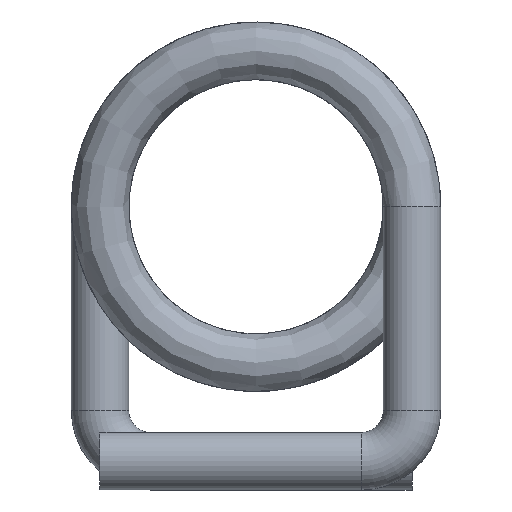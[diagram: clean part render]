
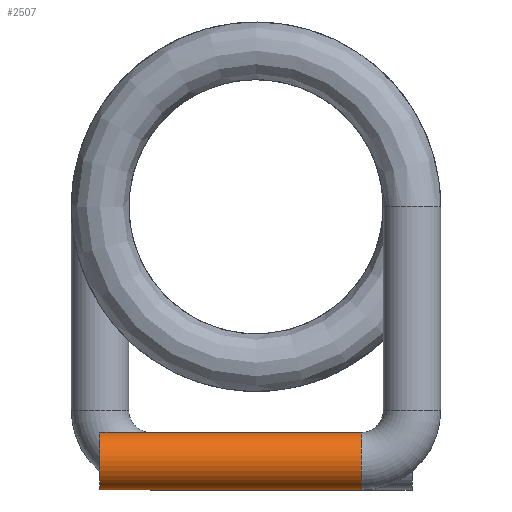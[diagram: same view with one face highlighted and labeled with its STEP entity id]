
A CAD part, front view. The second image highlights one B-rep face of the part: STEP entity #2507.
In plain terms, the highlighted cylindrical face has radius 1.13 mm (diameter 2.26 mm), a partial arc.
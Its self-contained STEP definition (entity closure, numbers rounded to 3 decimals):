
#4 = CARTESIAN_POINT ( 'NONE',  ( 4.13, 0., -8.87 ) ) ;
#42 = VECTOR ( 'NONE', #87, 1000. ) ;
#68 = FACE_OUTER_BOUND ( 'NONE', #1347, .T. ) ;
#87 = DIRECTION ( 'NONE',  ( -1., 0., 0. ) ) ;
#129 = VERTEX_POINT ( 'NONE', #154 ) ;
#154 = CARTESIAN_POINT ( 'NONE',  ( -6.13, 0., -8.87 ) ) ;
#247 = VECTOR ( 'NONE', #408, 1000. ) ;
#295 = CARTESIAN_POINT ( 'NONE',  ( -6.13, 0., -10. ) ) ;
#301 = EDGE_CURVE ( 'NONE', #1164, #1113, #1772, .T. ) ;
#338 = ORIENTED_EDGE ( 'NONE', *, *, #563, .F. ) ;
#408 = DIRECTION ( 'NONE',  ( -1., 0., 0. ) ) ;
#453 = LINE ( 'NONE', #862, #42 ) ;
#531 = CIRCLE ( 'NONE', #1978, 1.13 ) ;
#563 = EDGE_CURVE ( 'NONE', #1113, #1513, #453, .T. ) ;
#670 = DIRECTION ( 'NONE',  ( 1., 0., 0. ) ) ;
#708 = CARTESIAN_POINT ( 'NONE',  ( 4.13, 0., -11.13 ) ) ;
#791 = ORIENTED_EDGE ( 'NONE', *, *, #301, .F. ) ;
#821 = CYLINDRICAL_SURFACE ( 'NONE', #1486, 1.13 ) ;
#831 = DIRECTION ( 'NONE',  ( 0., 0., -1. ) ) ;
#862 = CARTESIAN_POINT ( 'NONE',  ( 4.13, 0., -11.13 ) ) ;
#863 = CARTESIAN_POINT ( 'NONE',  ( 4.13, 0., -10. ) ) ;
#866 = EDGE_CURVE ( 'NONE', #129, #1513, #531, .T. ) ;
#902 = CARTESIAN_POINT ( 'NONE',  ( 4.13, 0., -8.87 ) ) ;
#983 = ORIENTED_EDGE ( 'NONE', *, *, #866, .T. ) ;
#1039 = CARTESIAN_POINT ( 'NONE',  ( 4.13, 0., -10. ) ) ;
#1043 = CARTESIAN_POINT ( 'NONE',  ( -6.13, 0., -11.13 ) ) ;
#1113 = VERTEX_POINT ( 'NONE', #708 ) ;
#1164 = VERTEX_POINT ( 'NONE', #902 ) ;
#1232 = DIRECTION ( 'NONE',  ( -1., 0., 0. ) ) ;
#1347 = EDGE_LOOP ( 'NONE', ( #338, #791, #2495, #983 ) ) ;
#1446 = DIRECTION ( 'NONE',  ( 1., 0., 0. ) ) ;
#1484 = DIRECTION ( 'NONE',  ( 0., 0., -1. ) ) ;
#1486 = AXIS2_PLACEMENT_3D ( 'NONE', #1039, #1232, #2006 ) ;
#1513 = VERTEX_POINT ( 'NONE', #1043 ) ;
#1772 = CIRCLE ( 'NONE', #2470, 1.13 ) ;
#1978 = AXIS2_PLACEMENT_3D ( 'NONE', #295, #1446, #1484 ) ;
#2006 = DIRECTION ( 'NONE',  ( 0., 0., 1. ) ) ;
#2043 = EDGE_CURVE ( 'NONE', #1164, #129, #2328, .T. ) ;
#2328 = LINE ( 'NONE', #4, #247 ) ;
#2470 = AXIS2_PLACEMENT_3D ( 'NONE', #863, #670, #831 ) ;
#2495 = ORIENTED_EDGE ( 'NONE', *, *, #2043, .T. ) ;
#2507 = ADVANCED_FACE ( 'NONE', ( #68 ), #821, .T. ) ;
